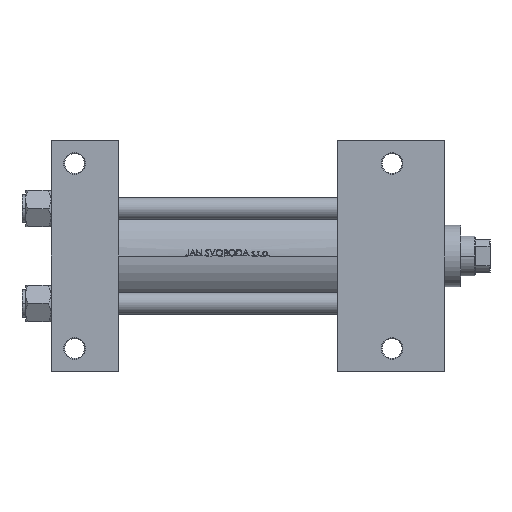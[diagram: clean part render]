
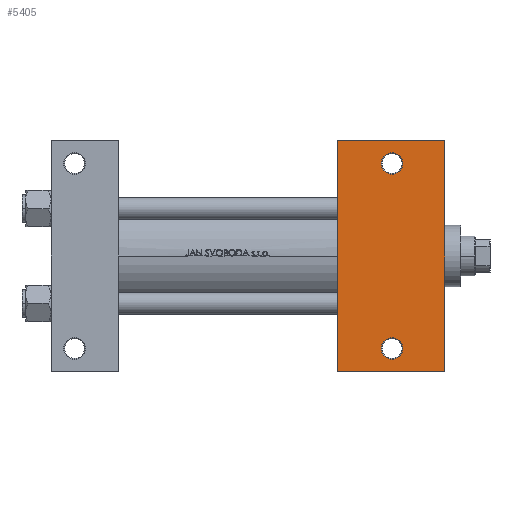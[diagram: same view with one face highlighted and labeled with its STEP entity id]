
A CAD part, front view. The second image highlights one B-rep face of the part: STEP entity #5405.
In plain terms, the highlighted face is planar.
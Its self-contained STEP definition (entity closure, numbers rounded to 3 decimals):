
#413 = CARTESIAN_POINT ( 'NONE',  ( 188., 51., -37.5 ) ) ;
#623 = ORIENTED_EDGE ( 'NONE', *, *, #25472, .T. ) ;
#866 = CIRCLE ( 'NONE', #29510, 5.999 ) ;
#1593 = CARTESIAN_POINT ( 'NONE',  ( 182.001, 51., -37.5 ) ) ;
#2261 = ORIENTED_EDGE ( 'NONE', *, *, #20507, .T. ) ;
#2601 = ORIENTED_EDGE ( 'NONE', *, *, #15885, .T. ) ;
#2847 = VERTEX_POINT ( 'NONE', #27537 ) ;
#3619 = DIRECTION ( 'NONE',  ( 0., -1., 0. ) ) ;
#5158 = PLANE ( 'NONE',  #9920 ) ;
#5361 = ORIENTED_EDGE ( 'NONE', *, *, #22730, .T. ) ;
#5405 = ADVANCED_FACE ( 'NONE', ( #11877, #31555, #31061 ), #5158, .T. ) ;
#6576 = DIRECTION ( 'NONE',  ( -1., 0., 0. ) ) ;
#6599 = LINE ( 'NONE', #37487, #21355 ) ;
#7472 = EDGE_LOOP ( 'NONE', ( #43158, #13574 ) ) ;
#8391 = DIRECTION ( 'NONE',  ( -1., 0., 0. ) ) ;
#8917 = VERTEX_POINT ( 'NONE', #31368 ) ;
#9080 = DIRECTION ( 'NONE',  ( 0., 0., 1. ) ) ;
#9920 = AXIS2_PLACEMENT_3D ( 'NONE', #46725, #23102, #8391 ) ;
#10834 = CARTESIAN_POINT ( 'NONE',  ( 217., 37.5, -37.5 ) ) ;
#11291 = AXIS2_PLACEMENT_3D ( 'NONE', #19019, #48400, #6576 ) ;
#11877 = FACE_BOUND ( 'NONE', #40403, .T. ) ;
#12431 = CARTESIAN_POINT ( 'NONE',  ( 182.001, -51., -37.5 ) ) ;
#13321 = CARTESIAN_POINT ( 'NONE',  ( 217., -63.5, -37.5 ) ) ;
#13410 = CARTESIAN_POINT ( 'NONE',  ( 188., -51., -37.5 ) ) ;
#13574 = ORIENTED_EDGE ( 'NONE', *, *, #17806, .T. ) ;
#15885 = EDGE_CURVE ( 'NONE', #2847, #37629, #6599, .T. ) ;
#16209 = DIRECTION ( 'NONE',  ( -1., 0., 0. ) ) ;
#16450 = ORIENTED_EDGE ( 'NONE', *, *, #45184, .T. ) ;
#16881 = VECTOR ( 'NONE', #21821, 1000. ) ;
#17158 = DIRECTION ( 'NONE',  ( -1., 0., 0. ) ) ;
#17806 = EDGE_CURVE ( 'NONE', #8917, #36958, #45254, .T. ) ;
#19019 = CARTESIAN_POINT ( 'NONE',  ( 188., -51., -37.5 ) ) ;
#19208 = VERTEX_POINT ( 'NONE', #21506 ) ;
#19901 = AXIS2_PLACEMENT_3D ( 'NONE', #43196, #9080, #28504 ) ;
#20507 = EDGE_CURVE ( 'NONE', #37629, #39673, #40489, .T. ) ;
#20607 = VECTOR ( 'NONE', #3619, 1000. ) ;
#21355 = VECTOR ( 'NONE', #21807, 1000. ) ;
#21506 = CARTESIAN_POINT ( 'NONE',  ( 158., -63.5, -37.5 ) ) ;
#21807 = DIRECTION ( 'NONE',  ( 1., 0., 0. ) ) ;
#21821 = DIRECTION ( 'NONE',  ( 0., -1., 0. ) ) ;
#22200 = EDGE_LOOP ( 'NONE', ( #23526, #2601, #2261, #16450 ) ) ;
#22275 = CIRCLE ( 'NONE', #19901, 5.999 ) ;
#22730 = EDGE_CURVE ( 'NONE', #30944, #36618, #22275, .T. ) ;
#23102 = DIRECTION ( 'NONE',  ( 0., 0., -1. ) ) ;
#23526 = ORIENTED_EDGE ( 'NONE', *, *, #27619, .F. ) ;
#24666 = CARTESIAN_POINT ( 'NONE',  ( 158., -63.5, -37.5 ) ) ;
#24941 = CARTESIAN_POINT ( 'NONE',  ( 217., 63.5, -37.5 ) ) ;
#25472 = EDGE_CURVE ( 'NONE', #36618, #30944, #866, .T. ) ;
#27537 = CARTESIAN_POINT ( 'NONE',  ( 158., 63.5, -37.5 ) ) ;
#27619 = EDGE_CURVE ( 'NONE', #2847, #19208, #29768, .T. ) ;
#28504 = DIRECTION ( 'NONE',  ( -1., 0., 0. ) ) ;
#29510 = AXIS2_PLACEMENT_3D ( 'NONE', #413, #41517, #38530 ) ;
#29768 = LINE ( 'NONE', #37247, #16881 ) ;
#30944 = VERTEX_POINT ( 'NONE', #43844 ) ;
#31061 = FACE_OUTER_BOUND ( 'NONE', #22200, .T. ) ;
#31175 = CIRCLE ( 'NONE', #11291, 5.999 ) ;
#31368 = CARTESIAN_POINT ( 'NONE',  ( 193.999, -51., -37.5 ) ) ;
#31555 = FACE_BOUND ( 'NONE', #7472, .T. ) ;
#36618 = VERTEX_POINT ( 'NONE', #1593 ) ;
#36958 = VERTEX_POINT ( 'NONE', #12431 ) ;
#37247 = CARTESIAN_POINT ( 'NONE',  ( 158., 37.5, -37.5 ) ) ;
#37487 = CARTESIAN_POINT ( 'NONE',  ( 158., 63.5, -37.5 ) ) ;
#37629 = VERTEX_POINT ( 'NONE', #24941 ) ;
#37639 = VECTOR ( 'NONE', #16209, 1000. ) ;
#38530 = DIRECTION ( 'NONE',  ( -1., 0., 0. ) ) ;
#39615 = LINE ( 'NONE', #24666, #37639 ) ;
#39673 = VERTEX_POINT ( 'NONE', #13321 ) ;
#40403 = EDGE_LOOP ( 'NONE', ( #623, #5361 ) ) ;
#40489 = LINE ( 'NONE', #10834, #20607 ) ;
#41517 = DIRECTION ( 'NONE',  ( 0., 0., 1. ) ) ;
#41986 = EDGE_CURVE ( 'NONE', #36958, #8917, #31175, .T. ) ;
#43158 = ORIENTED_EDGE ( 'NONE', *, *, #41986, .T. ) ;
#43196 = CARTESIAN_POINT ( 'NONE',  ( 188., 51., -37.5 ) ) ;
#43715 = AXIS2_PLACEMENT_3D ( 'NONE', #13410, #46525, #17158 ) ;
#43844 = CARTESIAN_POINT ( 'NONE',  ( 193.999, 51., -37.5 ) ) ;
#45184 = EDGE_CURVE ( 'NONE', #39673, #19208, #39615, .T. ) ;
#45254 = CIRCLE ( 'NONE', #43715, 5.999 ) ;
#46525 = DIRECTION ( 'NONE',  ( 0., 0., 1. ) ) ;
#46725 = CARTESIAN_POINT ( 'NONE',  ( 217., 37.5, -37.5 ) ) ;
#48400 = DIRECTION ( 'NONE',  ( 0., 0., 1. ) ) ;
